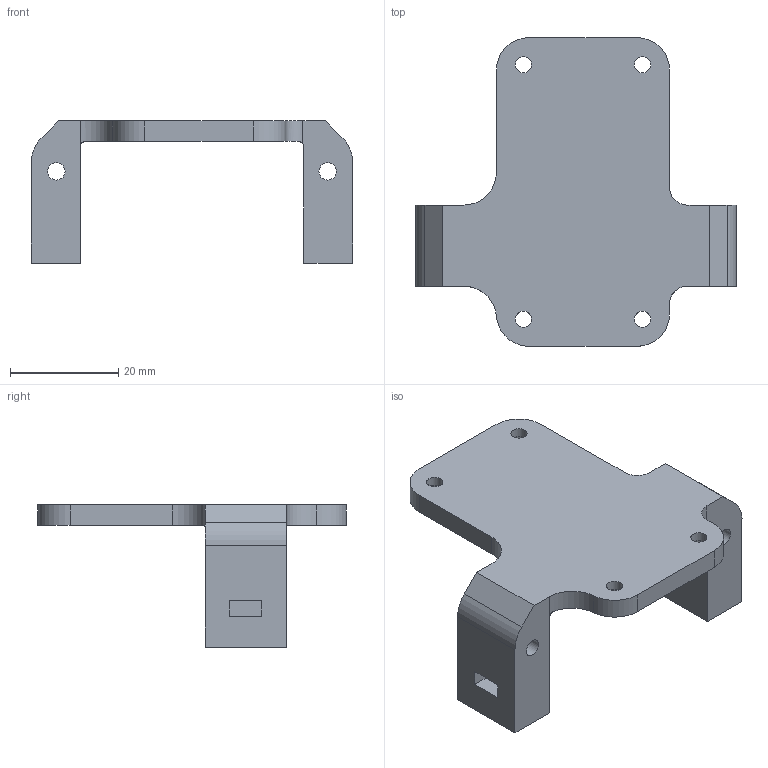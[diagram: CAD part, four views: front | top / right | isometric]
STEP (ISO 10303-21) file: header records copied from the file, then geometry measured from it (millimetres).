
FILE_DESCRIPTION(/* description */ (''),/* implementation_level */ '2;1');
FILE_NAME(/* name */ 'ServoMount_bl150.step',/* time_stamp */ '2024-10-19T10:03:08+02:00',/* author */ (''),/* organization */ (''),/* preprocessor_version */ 'ST-DEVELOPER v20',/* originating_system */ 'Autodesk Translation Framework v13.20.0.188',/* authorisation */ '');
FILE_SCHEMA (('AUTOMOTIVE_DESIGN { 1 0 10303 214 3 1 1 }'));
Length unit declared in the file: millimetre
Products named in the file (1): ServoMount
Bounding box: 59.3 x 57 x 26.29 mm (x, y, z)
Volume: 13016.5 mm3; surface area: 8148.7 mm2
Topology: 1 solids, 1 shells, 67 faces, 171 edges, 114 vertices
Faces by surface type: plane 43, cylinder 24
Full cylindrical faces by diameter (mm): 3 x4, 3.2 x4, 6.515 x4
Entity records: 2129 total; most frequent: CARTESIAN_POINT 385, DIRECTION 351, ORIENTED_EDGE 342, EDGE_CURVE 171, LINE 119, VECTOR 119, AXIS2_PLACEMENT_3D 116, VERTEX_POINT 114
